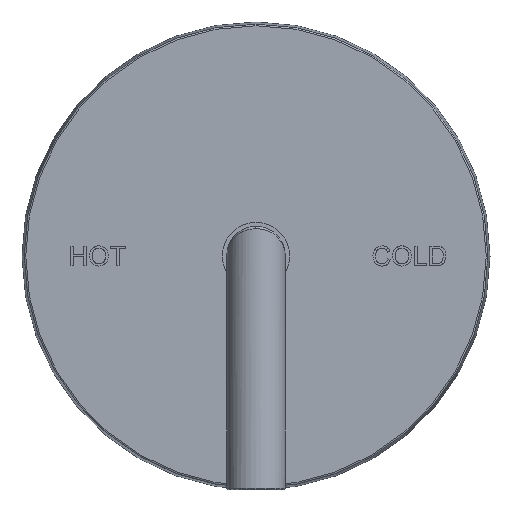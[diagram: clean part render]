
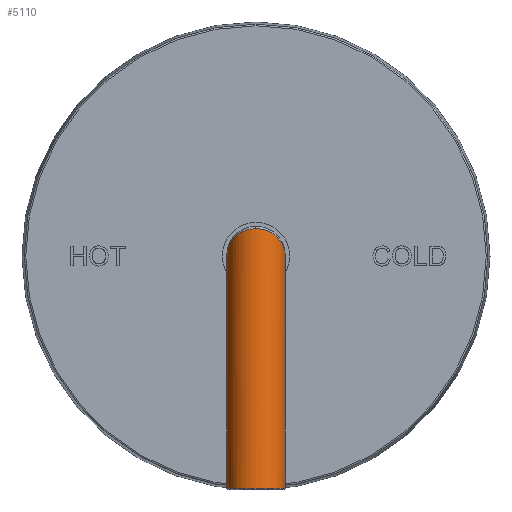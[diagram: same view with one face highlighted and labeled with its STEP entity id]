
A CAD part, top view. The second image highlights one B-rep face of the part: STEP entity #5110.
In plain terms, the highlighted cylindrical face has radius 9.525 mm (diameter 19.05 mm), a partial arc.
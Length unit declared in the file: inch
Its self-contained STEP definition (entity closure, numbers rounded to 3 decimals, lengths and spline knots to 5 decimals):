
#1920=CARTESIAN_POINT('',(0.,-2.98,2.427));
#1921=DIRECTION('',(0.,-1.,0.));
#1922=DIRECTION('',(1.,0.,0.));
#1923=AXIS2_PLACEMENT_3D('',#1920,#1921,#1922);
#1925=DIRECTION('',(0.,1.,0.));
#1926=VECTOR('',#1925,2.98);
#1927=CARTESIAN_POINT('',(-0.375,-2.98,2.427));
#1928=LINE('',#1927,#1926);
#1929=CARTESIAN_POINT('',(-0.375,0.,
2.427));
#1930=CARTESIAN_POINT('',(-0.375,0.00872,
2.43647));
#1931=CARTESIAN_POINT('',(-0.37428,0.02609,
2.45536));
#1932=CARTESIAN_POINT('',(-0.37109,0.0519,
2.48342));
#1933=CARTESIAN_POINT('',(-0.36583,0.07726,
2.51098));
#1934=CARTESIAN_POINT('',(-0.3586,0.10198,
2.53785));
#1935=CARTESIAN_POINT('',(-0.34951,0.12586,
2.56381));
#1936=CARTESIAN_POINT('',(-0.33873,0.14871,
2.58865));
#1937=CARTESIAN_POINT('',(-0.32641,0.17043,
2.61225));
#1938=CARTESIAN_POINT('',(-0.31273,0.19089,
2.63449));
#1939=CARTESIAN_POINT('',(-0.29786,0.21003,
2.65529));
#1940=CARTESIAN_POINT('',(-0.28198,0.22781,
2.67462));
#1941=CARTESIAN_POINT('',(-0.26526,0.2442,
2.69243));
#1942=CARTESIAN_POINT('',(-0.24785,0.25921,
2.70874));
#1943=CARTESIAN_POINT('',(-0.22988,0.27285,2.72357));
#1944=CARTESIAN_POINT('',(-0.21149,0.28515,
2.73695));
#1945=CARTESIAN_POINT('',(-0.19276,0.29616,
2.74891));
#1946=CARTESIAN_POINT('',(-0.1738,0.30592,
2.75953));
#1947=CARTESIAN_POINT('',(-0.15467,0.31449,
2.76883));
#1948=CARTESIAN_POINT('',(-0.13543,0.3219,
2.7769));
#1949=CARTESIAN_POINT('',(-0.11612,0.32822,
2.78376));
#1950=CARTESIAN_POINT('',(-0.09677,0.33348,
2.78948));
#1951=CARTESIAN_POINT('',(-0.07741,0.33773,
2.7941));
#1952=CARTESIAN_POINT('',(-0.05804,0.341,
2.79765));
#1953=CARTESIAN_POINT('',(-0.03867,0.34332,
2.80017));
#1954=CARTESIAN_POINT('',(-0.01932,0.3447,
2.80167));
#1955=CARTESIAN_POINT('',(-0.00643,0.345,
2.802));
#1956=CARTESIAN_POINT('',(0.,0.345,2.802));
#1958=CARTESIAN_POINT('',(0.,0.345,2.802));
#1959=CARTESIAN_POINT('',(0.00636,0.345,
2.802));
#1960=CARTESIAN_POINT('',(0.01914,0.3447,
2.80168));
#1961=CARTESIAN_POINT('',(0.03836,0.34334,
2.8002));
#1962=CARTESIAN_POINT('',(0.05766,0.34106,
2.79771));
#1963=CARTESIAN_POINT('',(0.07699,0.33781,
2.79419));
#1964=CARTESIAN_POINT('',(0.09636,0.33358,
2.78959));
#1965=CARTESIAN_POINT('',(0.11572,0.32834,
2.78389));
#1966=CARTESIAN_POINT('',(0.13504,0.32204,
2.77704));
#1967=CARTESIAN_POINT('',(0.15431,0.31464,
2.769));
#1968=CARTESIAN_POINT('',(0.17346,0.30609,
2.7597));
#1969=CARTESIAN_POINT('',(0.19244,0.29634,
2.74911));
#1970=CARTESIAN_POINT('',(0.21119,0.28534,
2.73715));
#1971=CARTESIAN_POINT('',(0.22962,0.27303,
2.72378));
#1972=CARTESIAN_POINT('',(0.24762,0.2594,
2.70895));
#1973=CARTESIAN_POINT('',(0.26506,0.24439,
2.69264));
#1974=CARTESIAN_POINT('',(0.28181,0.22799,
2.67482));
#1975=CARTESIAN_POINT('',(0.2977,0.21022,
2.6555));
#1976=CARTESIAN_POINT('',(0.31259,0.19107,
2.63469));
#1977=CARTESIAN_POINT('',(0.3263,0.1706,
2.61244));
#1978=CARTESIAN_POINT('',(0.33864,0.14889,
2.58883));
#1979=CARTESIAN_POINT('',(0.34945,0.12601,
2.56397));
#1980=CARTESIAN_POINT('',(0.35855,0.10212,
2.538));
#1981=CARTESIAN_POINT('',(0.3658,0.07738,
2.51111));
#1982=CARTESIAN_POINT('',(0.37107,0.052,
2.48352));
#1983=CARTESIAN_POINT('',(0.37428,0.02615,
2.45542));
#1984=CARTESIAN_POINT('',(0.375,0.00874,
2.4365));
#1985=CARTESIAN_POINT('',(0.375,0.,
2.427));
#2012=DIRECTION('',(0.,1.,0.));
#2013=VECTOR('',#2012,2.98);
#2014=CARTESIAN_POINT('',(0.375,-2.98,2.427));
#2015=LINE('',#2014,#2013);
#2043=CARTESIAN_POINT('',(0.375,0.,
2.427));
#2045=CARTESIAN_POINT('',(-0.375,0.,
2.427));
#2444=VERTEX_POINT('',#2043);
#2445=VERTEX_POINT('',#2045);
#2452=CARTESIAN_POINT('',(-0.375,-2.98,2.427));
#2453=CARTESIAN_POINT('',(0.375,-2.98,2.427));
#2454=VERTEX_POINT('',#2452);
#2455=VERTEX_POINT('',#2453);
#2456=VERTEX_POINT('',#1958);
#5095=CARTESIAN_POINT('',(0.,-3.,2.427));
#5096=DIRECTION('',(0.,1.,0.));
#5097=DIRECTION('',(-1.,0.,0.));
#5098=AXIS2_PLACEMENT_3D('',#5095,#5096,#5097);
#5099=CYLINDRICAL_SURFACE('',#5098,0.375);
#5101=ORIENTED_EDGE('',*,*,#5100,.T.);
#5103=ORIENTED_EDGE('',*,*,#5102,.T.);
#5104=ORIENTED_EDGE('',*,*,#5033,.T.);
#5105=ORIENTED_EDGE('',*,*,#5087,.T.);
#5107=ORIENTED_EDGE('',*,*,#5106,.F.);
#5108=EDGE_LOOP('',(#5101,#5103,#5104,#5105,#5107));
#5109=FACE_OUTER_BOUND('',#5108,.F.);
#5110=ADVANCED_FACE('',(#5109),#5099,.T.);
#1924=CIRCLE('',#1923,0.375);
#1957=B_SPLINE_CURVE_WITH_KNOTS('',3,(#1929,#1930,#1931,#1932,#1933,#1934,#1935,
#1936,#1937,#1938,#1939,#1940,#1941,#1942,#1943,#1944,#1945,#1946,#1947,#1948,
#1949,#1950,#1951,#1952,#1953,#1954,#1955,#1956),.UNSPECIFIED.,.F.,.F.,(4,1,1,1,
1,1,1,1,1,1,1,1,1,1,1,1,1,1,1,1,1,1,1,1,1,4),(0.,0.04,0.08,0.12,0.16,
0.2,0.24,0.28,0.32,0.36,0.4,0.44,0.48,0.52,0.56,0.6,
0.64,0.68,0.72,0.76,0.8,0.84,0.88,0.92,0.96,1.),
.UNSPECIFIED.);
#1986=B_SPLINE_CURVE_WITH_KNOTS('',3,(#1958,#1959,#1960,#1961,#1962,#1963,#1964,
#1965,#1966,#1967,#1968,#1969,#1970,#1971,#1972,#1973,#1974,#1975,#1976,#1977,
#1978,#1979,#1980,#1981,#1982,#1983,#1984,#1985),.UNSPECIFIED.,.F.,.F.,(4,1,1,1,
1,1,1,1,1,1,1,1,1,1,1,1,1,1,1,1,1,1,1,1,1,4),(0.,0.04,0.08,0.12,0.16,
0.2,0.24,0.28,0.32,0.36,0.4,0.44,0.48,0.52,0.56,0.6,
0.64,0.68,0.72,0.76,0.8,0.84,0.88,0.92,0.96,1.),
.UNSPECIFIED.);
#5033=EDGE_CURVE('',#2445,#2456,#1957,.T.);
#5087=EDGE_CURVE('',#2456,#2444,#1986,.T.);
#5100=EDGE_CURVE('',#2455,#2454,#1924,.T.);
#5102=EDGE_CURVE('',#2454,#2445,#1928,.T.);
#5106=EDGE_CURVE('',#2455,#2444,#2015,.T.);
